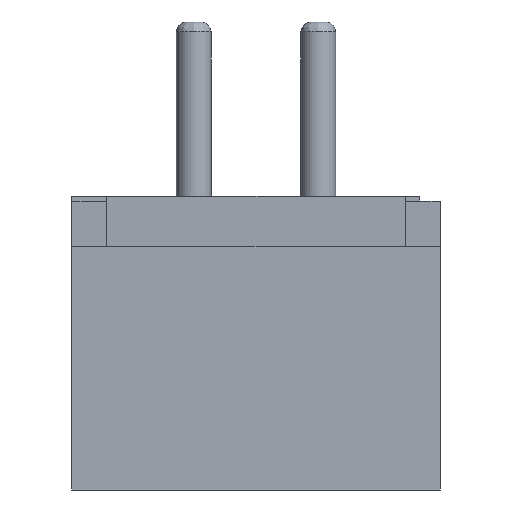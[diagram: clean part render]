
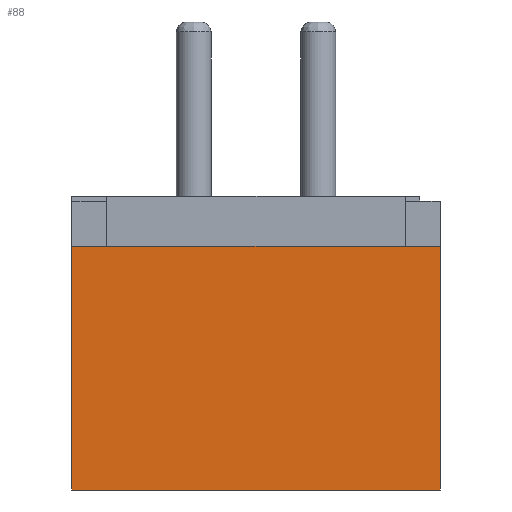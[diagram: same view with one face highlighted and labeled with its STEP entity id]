
A CAD part, front view. The second image highlights one B-rep face of the part: STEP entity #88.
In plain terms, the highlighted planar face has unit normal (0, -1, 0).
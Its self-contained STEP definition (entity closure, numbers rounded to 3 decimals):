
#88=ADVANCED_FACE('',(#194),#144,.F.);
#144=PLANE('',#1061);
#194=FACE_OUTER_BOUND('',#242,.T.);
#242=EDGE_LOOP('',(#415,#416,#417,#418));
#415=ORIENTED_EDGE('',*,*,#715,.F.);
#416=ORIENTED_EDGE('',*,*,#754,.T.);
#417=ORIENTED_EDGE('',*,*,#725,.T.);
#418=ORIENTED_EDGE('',*,*,#755,.T.);
#614=VERTEX_POINT('',#1490);
#615=VERTEX_POINT('',#1492);
#623=VERTEX_POINT('',#1511);
#624=VERTEX_POINT('',#1513);
#715=EDGE_CURVE('',#614,#615,#851,.T.);
#725=EDGE_CURVE('',#624,#623,#861,.T.);
#754=EDGE_CURVE('',#614,#624,#890,.T.);
#755=EDGE_CURVE('',#623,#615,#891,.T.);
#851=LINE('',#1491,#977);
#861=LINE('',#1512,#987);
#890=LINE('',#1564,#1016);
#891=LINE('',#1565,#1017);
#977=VECTOR('',#1192,1.);
#987=VECTOR('',#1206,1.);
#1016=VECTOR('',#1249,1.);
#1017=VECTOR('',#1250,1.);
#1061=AXIS2_PLACEMENT_3D('',#1566,#1251,#1252);
#1192=DIRECTION('',(0.,0.,-1.));
#1206=DIRECTION('',(0.,0.,-1.));
#1249=DIRECTION('',(-1.,0.,0.));
#1250=DIRECTION('',(1.,0.,0.));
#1251=DIRECTION('',(0.,1.,0.));
#1252=DIRECTION('',(-1.,0.,0.));
#1490=CARTESIAN_POINT('',(4.95,-3.1,8.1));
#1491=CARTESIAN_POINT('',(4.95,-3.1,9.1));
#1492=CARTESIAN_POINT('',(4.95,-3.1,3.2));
#1511=CARTESIAN_POINT('',(-2.45,-3.1,3.2));
#1512=CARTESIAN_POINT('',(-2.45,-3.1,9.1));
#1513=CARTESIAN_POINT('',(-2.45,-3.1,8.1));
#1564=CARTESIAN_POINT('',(70.81,-3.1,8.1));
#1565=CARTESIAN_POINT('',(-2.45,-3.1,3.2));
#1566=CARTESIAN_POINT('',(-2.45,-3.1,9.1));
